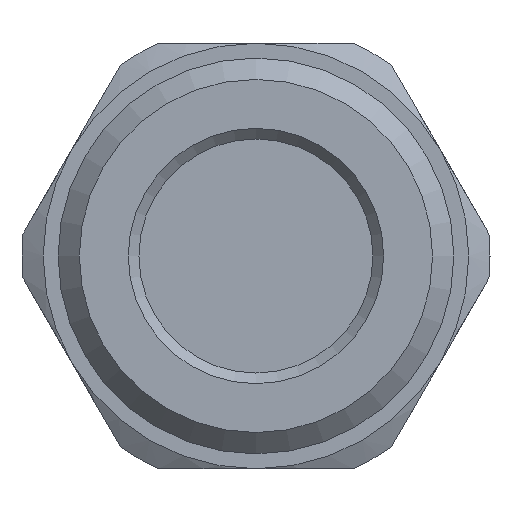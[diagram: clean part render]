
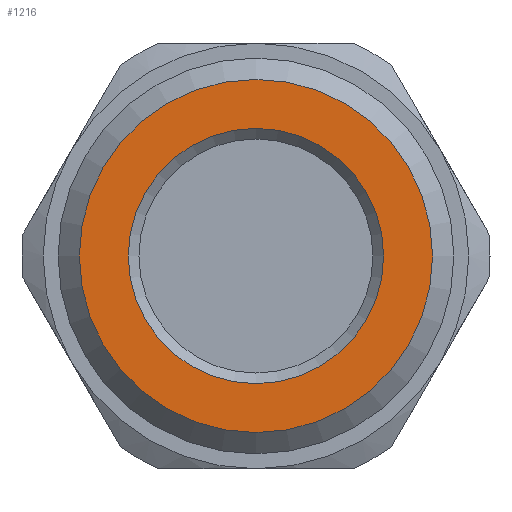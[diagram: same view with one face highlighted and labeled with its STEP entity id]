
A CAD part, front view. The second image highlights one B-rep face of the part: STEP entity #1216.
In plain terms, the highlighted planar face has unit normal (0, -1, 0).
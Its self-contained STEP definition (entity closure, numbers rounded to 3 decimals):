
#73=FACE_BOUND('',#395,.T.);
#319=FACE_OUTER_BOUND('',#394,.T.);
#394=EDGE_LOOP('',(#923));
#395=EDGE_LOOP('',(#924));
#472=CIRCLE('',#1332,6.);
#475=CIRCLE('',#1336,8.3);
#563=VERTEX_POINT('',#1941);
#566=VERTEX_POINT('',#1949);
#693=EDGE_CURVE('',#563,#563,#472,.T.);
#697=EDGE_CURVE('',#566,#566,#475,.T.);
#923=ORIENTED_EDGE('',*,*,#697,.F.);
#924=ORIENTED_EDGE('',*,*,#693,.F.);
#1174=PLANE('',#1335);
#1216=ADVANCED_FACE('',(#319,#73),#1174,.T.);
#1332=AXIS2_PLACEMENT_3D('',#1942,#1552,#1553);
#1335=AXIS2_PLACEMENT_3D('',#1948,#1559,#1560);
#1336=AXIS2_PLACEMENT_3D('',#1950,#1561,#1562);
#1552=DIRECTION('center_axis',(0.,-1.,0.));
#1553=DIRECTION('ref_axis',(1.,0.,0.));
#1559=DIRECTION('center_axis',(0.,-1.,0.));
#1560=DIRECTION('ref_axis',(0.,0.,-1.));
#1561=DIRECTION('center_axis',(0.,1.,0.));
#1562=DIRECTION('ref_axis',(1.,0.,0.));
#1941=CARTESIAN_POINT('',(-7.71,-10.059,0.));
#1942=CARTESIAN_POINT('Origin',(-1.71,-10.059,0.));
#1948=CARTESIAN_POINT('Origin',(-9.11,-10.059,0.));
#1949=CARTESIAN_POINT('',(-10.01,-10.059,0.));
#1950=CARTESIAN_POINT('Origin',(-1.71,-10.059,0.));
